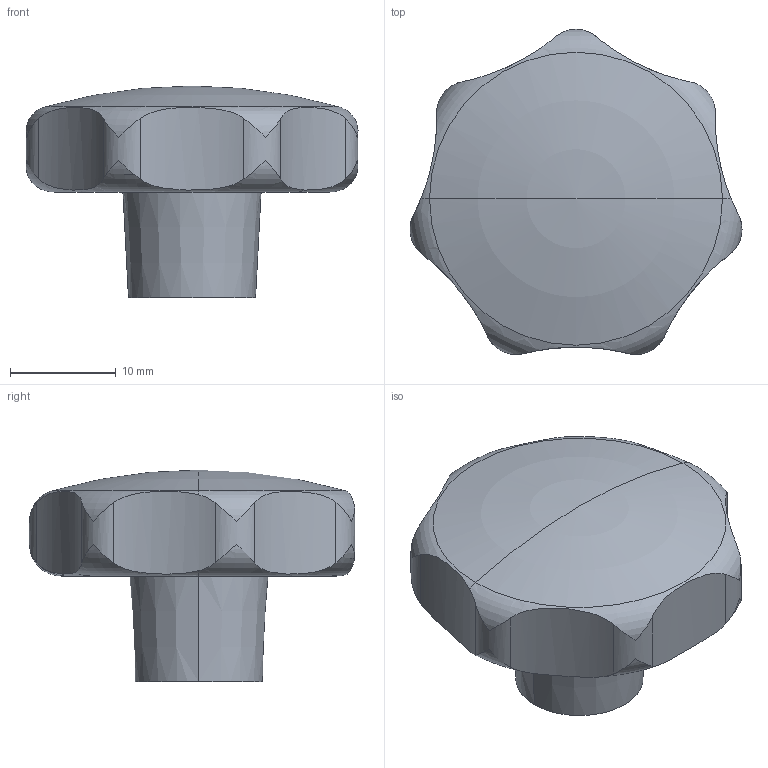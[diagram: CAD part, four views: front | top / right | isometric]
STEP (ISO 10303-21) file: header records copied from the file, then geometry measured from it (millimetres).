
FILE_DESCRIPTION(('STEP AP214'),'1');
FILE_NAME(' ',' ',('TraceParts'),('TraceParts S.A.'),'XStep 1.0',' ',' ');
FILE_SCHEMA(('automotive_design'));
Length unit declared in the file: millimetre
Products named in the file (1): 1
Bounding box: 31.35 x 30.71 x 20 mm (x, y, z)
Volume: 6861.6 mm3; surface area: 2743.2 mm2
Topology: 1 solids, 1 shells, 29 faces, 89 edges, 60 vertices
Faces by surface type: cylinder 17, torus 4, cone 4, sphere 2, plane 2
Entity records: 2316 total; most frequent: CARTESIAN_POINT 625, STYLED_ITEM 175, PRESENTATION_STYLE_ASSIGNMENT 175, COLOUR_RGB 175, ORIENTED_EDGE 170, DIRECTION 117, EDGE_CURVE 85, CURVE_STYLE 85
